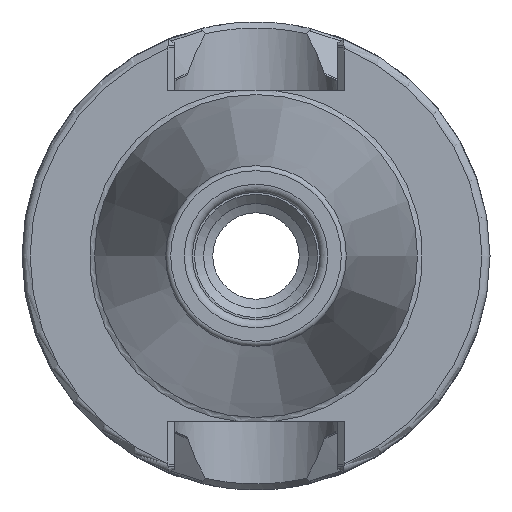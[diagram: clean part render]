
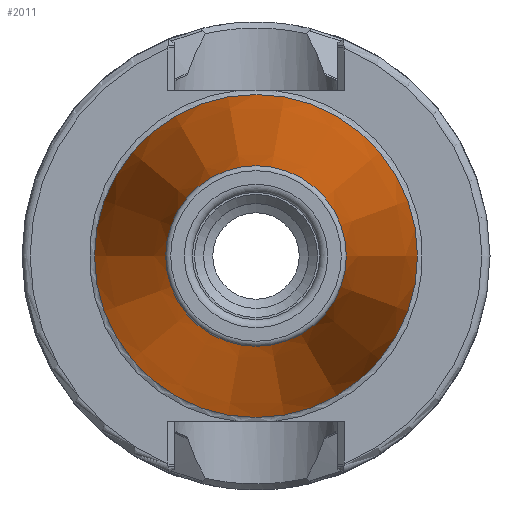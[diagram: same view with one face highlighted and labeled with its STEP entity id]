
A CAD part, left-side view. The second image highlights one B-rep face of the part: STEP entity #2011.
In plain terms, the highlighted conical face has half-angle 8.297 degrees and reference radius 12.377 mm.
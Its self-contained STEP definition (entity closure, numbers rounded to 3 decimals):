
#145=CONICAL_SURFACE('',#2245,12.377,0.145);
#259=LINE('',#4156,#353);
#353=VECTOR('',#2663,12.377);
#479=FACE_OUTER_BOUND('',#603,.T.);
#603=EDGE_LOOP('',(#1637,#1638,#1639,#1640,#1641));
#719=CIRCLE('',#2241,8.879);
#720=CIRCLE('',#2242,8.879);
#723=CIRCLE('',#2246,15.875);
#896=VERTEX_POINT('',#4146);
#897=VERTEX_POINT('',#4147);
#899=VERTEX_POINT('',#4154);
#1158=EDGE_CURVE('',#896,#897,#719,.T.);
#1159=EDGE_CURVE('',#897,#896,#720,.T.);
#1162=EDGE_CURVE('',#899,#899,#723,.T.);
#1163=EDGE_CURVE('',#899,#896,#259,.T.);
#1637=ORIENTED_EDGE('',*,*,#1162,.F.);
#1638=ORIENTED_EDGE('',*,*,#1163,.T.);
#1639=ORIENTED_EDGE('',*,*,#1158,.T.);
#1640=ORIENTED_EDGE('',*,*,#1159,.T.);
#1641=ORIENTED_EDGE('',*,*,#1163,.F.);
#2011=ADVANCED_FACE('',(#479),#145,.T.);
#2241=AXIS2_PLACEMENT_3D('',#4148,#2651,#2652);
#2242=AXIS2_PLACEMENT_3D('',#4149,#2653,#2654);
#2245=AXIS2_PLACEMENT_3D('',#4153,#2659,#2660);
#2246=AXIS2_PLACEMENT_3D('',#4155,#2661,#2662);
#2651=DIRECTION('center_axis',(1.,0.,0.));
#2652=DIRECTION('ref_axis',(0.,0.,-1.));
#2653=DIRECTION('center_axis',(1.,0.,0.));
#2654=DIRECTION('ref_axis',(0.,0.,-1.));
#2659=DIRECTION('center_axis',(1.,0.,0.));
#2660=DIRECTION('ref_axis',(0.,1.,0.));
#2661=DIRECTION('center_axis',(1.,0.,0.));
#2662=DIRECTION('ref_axis',(0.,0.,-1.));
#2663=DIRECTION('',(-0.99,0.144,0.));
#4146=CARTESIAN_POINT('',(-47.972,-8.879,0.));
#4147=CARTESIAN_POINT('',(-47.972,0.,8.879));
#4148=CARTESIAN_POINT('Origin',(-47.972,0.,
0.));
#4149=CARTESIAN_POINT('Origin',(-47.972,0.,
0.));
#4153=CARTESIAN_POINT('Origin',(-23.986,0.,
0.));
#4154=CARTESIAN_POINT('',(0.,-15.875,0.));
#4155=CARTESIAN_POINT('Origin',(0.,0.,
0.));
#4156=CARTESIAN_POINT('',(-23.986,-12.377,0.));
